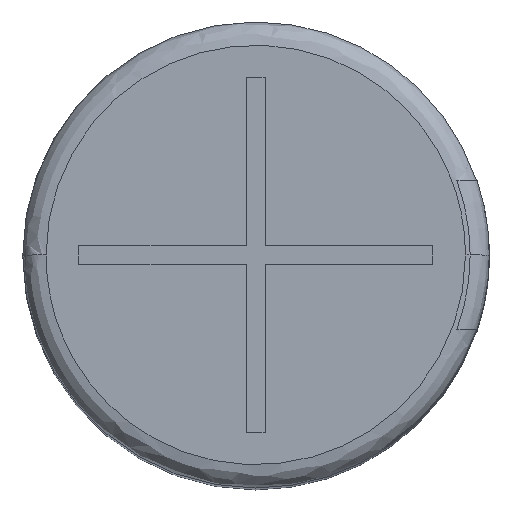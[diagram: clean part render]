
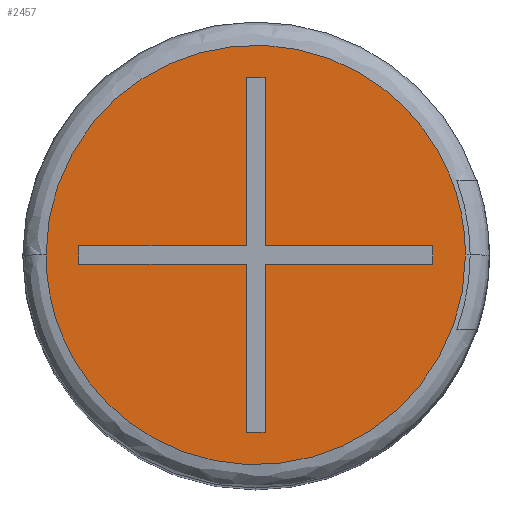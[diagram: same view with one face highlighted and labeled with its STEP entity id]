
A CAD part, top view. The second image highlights one B-rep face of the part: STEP entity #2457.
In plain terms, the highlighted planar face has unit normal (0, 0, 1).
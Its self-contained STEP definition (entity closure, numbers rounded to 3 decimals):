
#39 = FACE_OUTER_BOUND ( 'NONE', #2593, .T. ) ;
#44 = EDGE_CURVE ( 'NONE', #1094, #2847, #1954, .T. ) ;
#59 = VECTOR ( 'NONE', #2993, 1000. ) ;
#96 = AXIS2_PLACEMENT_3D ( 'NONE', #3406, #3392, #1707 ) ;
#100 = ORIENTED_EDGE ( 'NONE', *, *, #2259, .F. ) ;
#101 = CARTESIAN_POINT ( 'NONE',  ( 4.5, 0., 25. ) ) ;
#109 = EDGE_CURVE ( 'NONE', #2219, #2184, #1567, .T. ) ;
#200 = LINE ( 'NONE', #747, #598 ) ;
#231 = VECTOR ( 'NONE', #2628, 1000. ) ;
#233 = CARTESIAN_POINT ( 'NONE',  ( -4.5, 0., 25. ) ) ;
#260 = EDGE_CURVE ( 'NONE', #1394, #3405, #3001, .T. ) ;
#270 = CARTESIAN_POINT ( 'NONE',  ( -0.2, -3.8, 25. ) ) ;
#392 = CARTESIAN_POINT ( 'NONE',  ( 0., -3.8, 25. ) ) ;
#448 = EDGE_CURVE ( 'NONE', #2184, #1876, #604, .T. ) ;
#487 = DIRECTION ( 'NONE',  ( -1., 0., 0. ) ) ;
#508 = CARTESIAN_POINT ( 'NONE',  ( -0.2, 3.8, 25. ) ) ;
#536 = VECTOR ( 'NONE', #2467, 1000. ) ;
#595 = ORIENTED_EDGE ( 'NONE', *, *, #841, .F. ) ;
#598 = VECTOR ( 'NONE', #487, 1000. ) ;
#604 = LINE ( 'NONE', #2585, #2777 ) ;
#641 = CARTESIAN_POINT ( 'NONE',  ( 4.5, -9., 25. ) ) ;
#647 = VECTOR ( 'NONE', #3382, 1000. ) ;
#655 = ORIENTED_EDGE ( 'NONE', *, *, #2638, .F. ) ;
#656 = CARTESIAN_POINT ( 'NONE',  ( -4.5, 9., 25. ) ) ;
#659 = VERTEX_POINT ( 'NONE', #508 ) ;
#680 = LINE ( 'NONE', #2935, #2163 ) ;
#692 = EDGE_CURVE ( 'NONE', #1876, #2545, #846, .T. ) ;
#733 = DIRECTION ( 'NONE',  ( 1., 0., 0. ) ) ;
#747 = CARTESIAN_POINT ( 'NONE',  ( 0., 0.2, 25. ) ) ;
#771 = ORIENTED_EDGE ( 'NONE', *, *, #692, .F. ) ;
#841 = EDGE_CURVE ( 'NONE', #2545, #1947, #200, .T. ) ;
#846 = LINE ( 'NONE', #3061, #647 ) ;
#853 = CARTESIAN_POINT ( 'NONE',  ( 0.2, 3.8, 25. ) ) ;
#854 = EDGE_CURVE ( 'NONE', #3174, #2042, #1301, .T. ) ;
#904 = EDGE_CURVE ( 'NONE', #2042, #1352, #3277, .T. ) ;
#919 = EDGE_CURVE ( 'NONE', #2432, #659, #1619, .T. ) ;
#923 = EDGE_LOOP ( 'NONE', ( #3522, #2592, #3099, #3479, #2073, #975, #2894, #100, #2021, #655, #595, #771 ) ) ;
#968 = DIRECTION ( 'NONE',  ( 0., -1., 0. ) ) ;
#971 = CARTESIAN_POINT ( 'NONE',  ( -4.5, 0., 25. ) ) ;
#975 = ORIENTED_EDGE ( 'NONE', *, *, #904, .F. ) ;
#1027 = CARTESIAN_POINT ( 'NONE',  ( -0.2, 0., 25. ) ) ;
#1094 = VERTEX_POINT ( 'NONE', #2682 ) ;
#1111 = FACE_BOUND ( 'NONE', #923, .T. ) ;
#1170 = CARTESIAN_POINT ( 'NONE',  ( 4.5, 0., 25. ) ) ;
#1243 = LINE ( 'NONE', #392, #2789 ) ;
#1301 = LINE ( 'NONE', #1317, #59 ) ;
#1317 = CARTESIAN_POINT ( 'NONE',  ( 0., 0.2, 25. ) ) ;
#1352 = VERTEX_POINT ( 'NONE', #2569 ) ;
#1365 = VECTOR ( 'NONE', #3512, 1000. ) ;
#1394 = VERTEX_POINT ( 'NONE', #3452 ) ;
#1530 = DIRECTION ( 'NONE',  ( 0., 1., 0. ) ) ;
#1549 = CARTESIAN_POINT ( 'NONE',  ( 0.2, 0., 25. ) ) ;
#1567 = LINE ( 'NONE', #1549, #1365 ) ;
#1570 = DIRECTION ( 'NONE',  ( 1., 0., 0. ) ) ;
#1619 = LINE ( 'NONE', #2744, #536 ) ;
#1707 = DIRECTION ( 'NONE',  ( 0., 1., 0. ) ) ;
#1770 = CARTESIAN_POINT ( 'NONE',  ( -4.5, 0., 25. ) ) ;
#1782 = CARTESIAN_POINT ( 'NONE',  ( 3.8, -0.2, 25. ) ) ;
#1827 =( BOUNDED_CURVE ( )  B_SPLINE_CURVE ( 3, ( #971, #656, #3487, #101 ),
 .UNSPECIFIED., .F., .T. ) 
 B_SPLINE_CURVE_WITH_KNOTS ( ( 4, 4 ),
 ( 0.5, 1. ),
 .UNSPECIFIED. ) 
 CURVE ( )  GEOMETRIC_REPRESENTATION_ITEM ( )  RATIONAL_B_SPLINE_CURVE ( ( 1., 0.333, 0.333, 1. ) ) 
 REPRESENTATION_ITEM ( '' )  );
#1828 = LINE ( 'NONE', #2440, #3058 ) ;
#1832 = LINE ( 'NONE', #2683, #231 ) ;
#1847 = EDGE_CURVE ( 'NONE', #3405, #2219, #1243, .T. ) ;
#1876 = VERTEX_POINT ( 'NONE', #1782 ) ;
#1916 = EDGE_CURVE ( 'NONE', #2847, #1094, #1827, .T. ) ;
#1947 = VERTEX_POINT ( 'NONE', #3521 ) ;
#1954 =( BOUNDED_CURVE ( )  B_SPLINE_CURVE ( 3, ( #1170, #641, #2848, #1770 ),
 .UNSPECIFIED., .F., .T. ) 
 B_SPLINE_CURVE_WITH_KNOTS ( ( 4, 4 ),
 ( 0., 0.5 ),
 .UNSPECIFIED. ) 
 CURVE ( )  GEOMETRIC_REPRESENTATION_ITEM ( )  RATIONAL_B_SPLINE_CURVE ( ( 1., 0.333, 0.333, 1. ) ) 
 REPRESENTATION_ITEM ( '' )  );
#2018 = VECTOR ( 'NONE', #2502, 1000. ) ;
#2021 = ORIENTED_EDGE ( 'NONE', *, *, #919, .F. ) ;
#2022 = CARTESIAN_POINT ( 'NONE',  ( -0.2, 0.2, 25. ) ) ;
#2036 = PLANE ( 'NONE',  #96 ) ;
#2042 = VERTEX_POINT ( 'NONE', #3411 ) ;
#2073 = ORIENTED_EDGE ( 'NONE', *, *, #3273, .F. ) ;
#2163 = VECTOR ( 'NONE', #1530, 1000. ) ;
#2184 = VERTEX_POINT ( 'NONE', #3517 ) ;
#2219 = VERTEX_POINT ( 'NONE', #3217 ) ;
#2259 = EDGE_CURVE ( 'NONE', #659, #3174, #1832, .T. ) ;
#2432 = VERTEX_POINT ( 'NONE', #853 ) ;
#2440 = CARTESIAN_POINT ( 'NONE',  ( 0., -0.2, 25. ) ) ;
#2457 = ADVANCED_FACE ( 'NONE', ( #1111, #39 ), #2036, .F. ) ;
#2467 = DIRECTION ( 'NONE',  ( -1., 0., 0. ) ) ;
#2502 = DIRECTION ( 'NONE',  ( 0., -1., 0. ) ) ;
#2535 = DIRECTION ( 'NONE',  ( 1., 0., 0. ) ) ;
#2545 = VERTEX_POINT ( 'NONE', #3234 ) ;
#2569 = CARTESIAN_POINT ( 'NONE',  ( -3.8, -0.2, 25. ) ) ;
#2585 = CARTESIAN_POINT ( 'NONE',  ( 0., -0.2, 25. ) ) ;
#2592 = ORIENTED_EDGE ( 'NONE', *, *, #109, .F. ) ;
#2593 = EDGE_LOOP ( 'NONE', ( #3211, #3106 ) ) ;
#2628 = DIRECTION ( 'NONE',  ( 0., -1., 0. ) ) ;
#2638 = EDGE_CURVE ( 'NONE', #1947, #2432, #680, .T. ) ;
#2682 = CARTESIAN_POINT ( 'NONE',  ( 4.5, 0., 25. ) ) ;
#2683 = CARTESIAN_POINT ( 'NONE',  ( -0.2, 0., 25. ) ) ;
#2744 = CARTESIAN_POINT ( 'NONE',  ( 0., 3.8, 25. ) ) ;
#2777 = VECTOR ( 'NONE', #2535, 1000. ) ;
#2789 = VECTOR ( 'NONE', #733, 1000. ) ;
#2847 = VERTEX_POINT ( 'NONE', #233 ) ;
#2848 = CARTESIAN_POINT ( 'NONE',  ( -4.5, -9., 25. ) ) ;
#2894 = ORIENTED_EDGE ( 'NONE', *, *, #854, .F. ) ;
#2935 = CARTESIAN_POINT ( 'NONE',  ( 0.2, 0., 25. ) ) ;
#2993 = DIRECTION ( 'NONE',  ( -1., 0., 0. ) ) ;
#3001 = LINE ( 'NONE', #1027, #2018 ) ;
#3058 = VECTOR ( 'NONE', #1570, 1000. ) ;
#3061 = CARTESIAN_POINT ( 'NONE',  ( 3.8, 0., 25. ) ) ;
#3079 = VECTOR ( 'NONE', #968, 1000. ) ;
#3099 = ORIENTED_EDGE ( 'NONE', *, *, #1847, .F. ) ;
#3106 = ORIENTED_EDGE ( 'NONE', *, *, #1916, .F. ) ;
#3174 = VERTEX_POINT ( 'NONE', #2022 ) ;
#3211 = ORIENTED_EDGE ( 'NONE', *, *, #44, .F. ) ;
#3217 = CARTESIAN_POINT ( 'NONE',  ( 0.2, -3.8, 25. ) ) ;
#3234 = CARTESIAN_POINT ( 'NONE',  ( 3.8, 0.2, 25. ) ) ;
#3273 = EDGE_CURVE ( 'NONE', #1352, #1394, #1828, .T. ) ;
#3277 = LINE ( 'NONE', #3505, #3079 ) ;
#3382 = DIRECTION ( 'NONE',  ( 0., 1., 0. ) ) ;
#3392 = DIRECTION ( 'NONE',  ( 0., 0., -1. ) ) ;
#3405 = VERTEX_POINT ( 'NONE', #270 ) ;
#3406 = CARTESIAN_POINT ( 'NONE',  ( 0., 0., 25. ) ) ;
#3411 = CARTESIAN_POINT ( 'NONE',  ( -3.8, 0.2, 25. ) ) ;
#3452 = CARTESIAN_POINT ( 'NONE',  ( -0.2, -0.2, 25. ) ) ;
#3479 = ORIENTED_EDGE ( 'NONE', *, *, #260, .F. ) ;
#3487 = CARTESIAN_POINT ( 'NONE',  ( 4.5, 9., 25. ) ) ;
#3505 = CARTESIAN_POINT ( 'NONE',  ( -3.8, 0., 25. ) ) ;
#3512 = DIRECTION ( 'NONE',  ( 0., 1., 0. ) ) ;
#3517 = CARTESIAN_POINT ( 'NONE',  ( 0.2, -0.2, 25. ) ) ;
#3521 = CARTESIAN_POINT ( 'NONE',  ( 0.2, 0.2, 25. ) ) ;
#3522 = ORIENTED_EDGE ( 'NONE', *, *, #448, .F. ) ;
